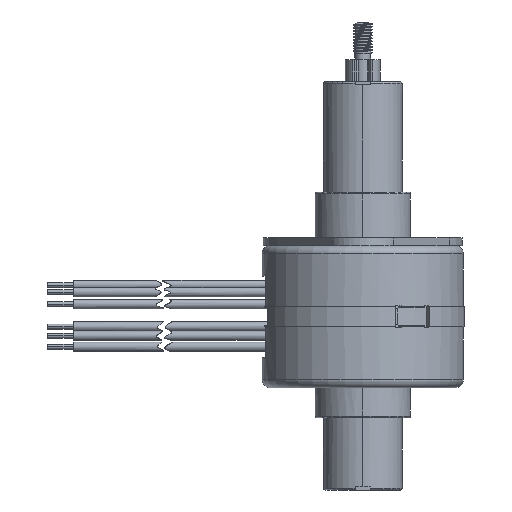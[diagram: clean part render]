
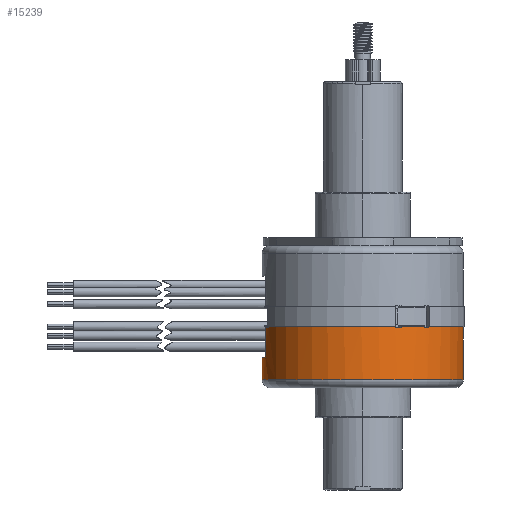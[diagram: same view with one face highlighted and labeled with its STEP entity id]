
A CAD part, front view. The second image highlights one B-rep face of the part: STEP entity #15239.
In plain terms, the highlighted cylindrical face has radius 10.147 mm (diameter 20.295 mm), a partial arc.
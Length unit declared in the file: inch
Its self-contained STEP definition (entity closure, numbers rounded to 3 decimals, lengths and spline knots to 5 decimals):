
#6254=CARTESIAN_POINT('',(0.,0.,-0.16));
#6255=DIRECTION('',(0.,0.,-1.));
#6256=DIRECTION('',(-0.969,-0.247,0.));
#6257=AXIS2_PLACEMENT_3D('',#6254,#6255,#6256);
#6299=CARTESIAN_POINT('',(0.,0.,-0.043));
#6300=DIRECTION('',(0.,0.,-1.));
#6301=DIRECTION('',(-0.938,-0.345,0.));
#6302=AXIS2_PLACEMENT_3D('',#6299,#6300,#6301);
#6641=DIRECTION('',(0.,0.,-1.));
#6642=VECTOR('',#6641,0.003);
#6643=CARTESIAN_POINT('',(0.12884,-0.37815,-0.04));
#6644=LINE('',#6643,#6642);
#6645=DIRECTION('',(0.,0.,1.));
#6646=VECTOR('',#6645,0.003);
#6647=CARTESIAN_POINT('',(0.15255,-0.36923,-0.043));
#6648=LINE('',#6647,#6646);
#6649=DIRECTION('',(0.,0.,-1.));
#6650=VECTOR('',#6649,0.003);
#6651=CARTESIAN_POINT('',(0.24348,-0.31673,-0.04));
#6652=LINE('',#6651,#6650);
#6653=DIRECTION('',(0.,0.,1.));
#6654=VECTOR('',#6653,0.003);
#6655=CARTESIAN_POINT('',(0.26307,-0.30065,-0.043));
#6656=LINE('',#6655,#6654);
#6657=DIRECTION('',(0.,0.,-1.));
#6658=VECTOR('',#6657,0.21);
#6659=CARTESIAN_POINT('',(0.3995,0.,-0.04));
#6660=LINE('',#6659,#6658);
#6661=DIRECTION('',(0.,0.,1.));
#6662=VECTOR('',#6661,0.09);
#6663=CARTESIAN_POINT('',(-0.3995,0.,-0.25));
#6664=LINE('',#6663,#6662);
#6665=DIRECTION('',(0.,0.,1.));
#6666=VECTOR('',#6665,0.12);
#6667=CARTESIAN_POINT('',(-0.38717,-0.0985,-0.16));
#6668=LINE('',#6667,#6666);
#6669=DIRECTION('',(0.,0.,-1.));
#6670=VECTOR('',#6669,0.003);
#6671=CARTESIAN_POINT('',(-0.38319,-0.113,-0.04));
#6672=LINE('',#6671,#6670);
#6673=DIRECTION('',(0.,0.,1.));
#6674=VECTOR('',#6673,0.003);
#6675=CARTESIAN_POINT('',(-0.37491,-0.138,-0.043));
#6676=LINE('',#6675,#6674);
#6910=CARTESIAN_POINT('',(0.,0.,-0.04));
#6911=DIRECTION('',(0.,0.,-1.));
#6912=DIRECTION('',(1.,0.,0.));
#6913=AXIS2_PLACEMENT_3D('',#6910,#6911,#6912);
#6938=CARTESIAN_POINT('',(0.,0.,-0.043));
#6939=DIRECTION('',(0.,0.,-1.));
#6940=DIRECTION('',(0.659,-0.753,0.));
#6941=AXIS2_PLACEMENT_3D('',#6938,#6939,#6940);
#6960=CARTESIAN_POINT('',(0.,0.,-0.04));
#6961=DIRECTION('',(0.,0.,-1.));
#6962=DIRECTION('',(0.609,-0.793,0.));
#6963=AXIS2_PLACEMENT_3D('',#6960,#6961,#6962);
#7000=CARTESIAN_POINT('',(0.,0.,-0.043));
#7001=DIRECTION('',(0.,0.,-1.));
#7002=DIRECTION('',(0.382,-0.924,0.));
#7003=AXIS2_PLACEMENT_3D('',#7000,#7001,#7002);
#7035=CARTESIAN_POINT('',(0.,0.,-0.04));
#7036=DIRECTION('',(0.,0.,-1.));
#7037=DIRECTION('',(0.322,-0.947,0.));
#7038=AXIS2_PLACEMENT_3D('',#7035,#7036,#7037);
#9926=CARTESIAN_POINT('',(0.,0.,-0.25));
#9927=DIRECTION('',(0.,0.,1.));
#9928=DIRECTION('',(-1.,0.,0.));
#9929=AXIS2_PLACEMENT_3D('',#9926,#9927,#9928);
#12052=CARTESIAN_POINT('',(0.,0.,-0.04));
#12053=DIRECTION('',(0.,0.,-1.));
#12054=DIRECTION('',(-0.959,-0.283,0.));
#12055=AXIS2_PLACEMENT_3D('',#12052,#12053,#12054);
#13531=CARTESIAN_POINT('',(-0.38717,-0.0985,-0.16));
#13532=VERTEX_POINT('',#13531);
#13533=CARTESIAN_POINT('',(-0.3995,0.,-0.16));
#13534=VERTEX_POINT('',#13533);
#13539=CARTESIAN_POINT('',(-0.38717,-0.0985,-0.04));
#13540=VERTEX_POINT('',#13539);
#13543=CARTESIAN_POINT('',(-0.38319,-0.113,-0.043));
#13544=VERTEX_POINT('',#13543);
#13545=CARTESIAN_POINT('',(-0.38319,-0.113,-0.04));
#13546=VERTEX_POINT('',#13545);
#13549=CARTESIAN_POINT('',(-0.37491,-0.138,-0.043));
#13550=VERTEX_POINT('',#13549);
#13559=CARTESIAN_POINT('',(-0.37491,-0.138,-0.04));
#13560=VERTEX_POINT('',#13559);
#13605=CARTESIAN_POINT('',(0.26307,-0.30065,-0.04));
#13606=VERTEX_POINT('',#13605);
#13607=CARTESIAN_POINT('',(0.26307,-0.30065,-0.043));
#13608=VERTEX_POINT('',#13607);
#13617=CARTESIAN_POINT('',(0.12884,-0.37815,-0.043));
#13618=VERTEX_POINT('',#13617);
#13619=CARTESIAN_POINT('',(0.12884,-0.37815,-0.04));
#13620=VERTEX_POINT('',#13619);
#13627=CARTESIAN_POINT('',(0.15255,-0.36923,-0.043));
#13628=VERTEX_POINT('',#13627);
#13633=CARTESIAN_POINT('',(0.15255,-0.36923,-0.04));
#13634=VERTEX_POINT('',#13633);
#13637=CARTESIAN_POINT('',(0.24348,-0.31673,-0.043));
#13638=VERTEX_POINT('',#13637);
#13639=CARTESIAN_POINT('',(0.24348,-0.31673,-0.04));
#13640=VERTEX_POINT('',#13639);
#13643=CARTESIAN_POINT('',(0.3995,0.,-0.04));
#13644=VERTEX_POINT('',#13643);
#13645=CARTESIAN_POINT('',(0.3995,0.,-0.25));
#13646=VERTEX_POINT('',#13645);
#13647=CARTESIAN_POINT('',(-0.3995,0.,-0.25));
#13648=VERTEX_POINT('',#13647);
#15203=CARTESIAN_POINT('',(0.,0.,-0.0358));
#15204=DIRECTION('',(0.,0.,-1.));
#15205=DIRECTION('',(1.,0.,0.));
#15206=AXIS2_PLACEMENT_3D('',#15203,#15204,#15205);
#15207=CYLINDRICAL_SURFACE('',#15206,0.3995);
#15209=ORIENTED_EDGE('',*,*,#15208,.T.);
#15211=ORIENTED_EDGE('',*,*,#15210,.F.);
#15213=ORIENTED_EDGE('',*,*,#15212,.T.);
#15215=ORIENTED_EDGE('',*,*,#15214,.F.);
#15217=ORIENTED_EDGE('',*,*,#15216,.T.);
#15219=ORIENTED_EDGE('',*,*,#15218,.F.);
#15221=ORIENTED_EDGE('',*,*,#15220,.T.);
#15223=ORIENTED_EDGE('',*,*,#15222,.F.);
#15224=ORIENTED_EDGE('',*,*,#15108,.T.);
#15226=ORIENTED_EDGE('',*,*,#15225,.F.);
#15227=ORIENTED_EDGE('',*,*,#15104,.T.);
#15228=ORIENTED_EDGE('',*,*,#14653,.F.);
#15229=ORIENTED_EDGE('',*,*,#14673,.T.);
#15231=ORIENTED_EDGE('',*,*,#15230,.F.);
#15232=ORIENTED_EDGE('',*,*,#14701,.T.);
#15233=ORIENTED_EDGE('',*,*,#14719,.F.);
#15234=ORIENTED_EDGE('',*,*,#14741,.T.);
#15236=ORIENTED_EDGE('',*,*,#15235,.F.);
#15237=EDGE_LOOP('',(#15209,#15211,#15213,#15215,#15217,#15219,#15221,#15223,
#15224,#15226,#15227,#15228,#15229,#15231,#15232,#15233,#15234,#15236));
#15238=FACE_OUTER_BOUND('',#15237,.F.);
#15239=ADVANCED_FACE('',(#15238),#15207,.T.);
#6258=CIRCLE('',#6257,0.3995);
#6303=CIRCLE('',#6302,0.3995);
#6914=CIRCLE('',#6913,0.3995);
#6942=CIRCLE('',#6941,0.3995);
#6964=CIRCLE('',#6963,0.3995);
#7004=CIRCLE('',#7003,0.3995);
#7039=CIRCLE('',#7038,0.3995);
#9930=CIRCLE('',#9929,0.3995);
#12056=CIRCLE('',#12055,0.3995);
#14653=EDGE_CURVE('',#13532,#13534,#6258,.T.);
#14673=EDGE_CURVE('',#13532,#13540,#6668,.T.);
#14701=EDGE_CURVE('',#13546,#13544,#6672,.T.);
#14719=EDGE_CURVE('',#13550,#13544,#6303,.T.);
#14741=EDGE_CURVE('',#13550,#13560,#6676,.T.);
#15104=EDGE_CURVE('',#13648,#13534,#6664,.T.);
#15108=EDGE_CURVE('',#13644,#13646,#6660,.T.);
#15208=EDGE_CURVE('',#13620,#13618,#6644,.T.);
#15210=EDGE_CURVE('',#13628,#13618,#7004,.T.);
#15212=EDGE_CURVE('',#13628,#13634,#6648,.T.);
#15214=EDGE_CURVE('',#13640,#13634,#6964,.T.);
#15216=EDGE_CURVE('',#13640,#13638,#6652,.T.);
#15218=EDGE_CURVE('',#13608,#13638,#6942,.T.);
#15220=EDGE_CURVE('',#13608,#13606,#6656,.T.);
#15222=EDGE_CURVE('',#13644,#13606,#6914,.T.);
#15225=EDGE_CURVE('',#13648,#13646,#9930,.T.);
#15230=EDGE_CURVE('',#13546,#13540,#12056,.T.);
#15235=EDGE_CURVE('',#13620,#13560,#7039,.T.);
